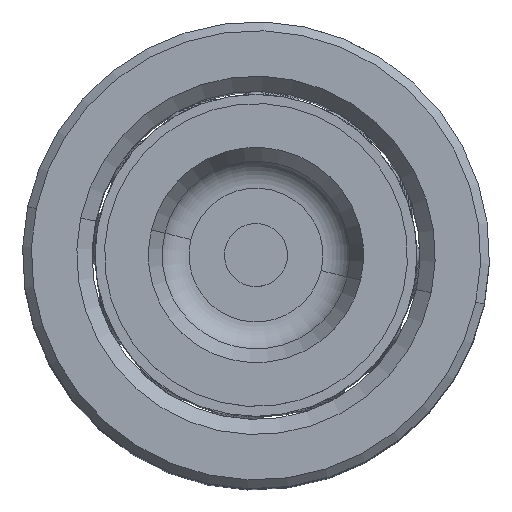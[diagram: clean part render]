
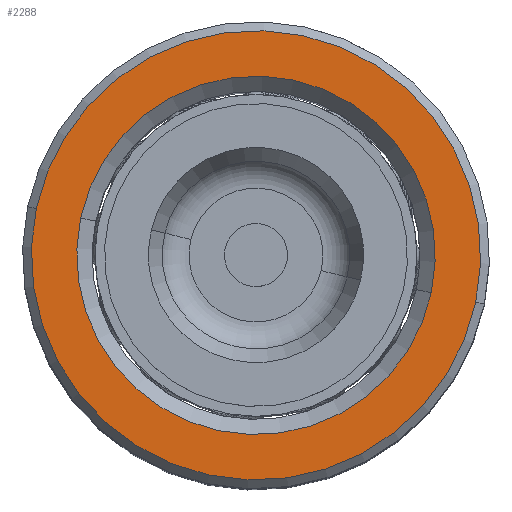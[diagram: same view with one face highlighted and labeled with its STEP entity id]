
A CAD part, top view. The second image highlights one B-rep face of the part: STEP entity #2288.
In plain terms, the highlighted planar face has unit normal (0, 0, 1).
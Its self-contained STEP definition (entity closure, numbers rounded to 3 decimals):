
#26 = CIRCLE ( 'NONE', #10229, 17.8 ) ;
#104 = AXIS2_PLACEMENT_3D ( 'NONE', #14447, #22448, #3350 ) ;
#1772 = CIRCLE ( 'NONE', #17287, 14.2 ) ;
#2231 = CARTESIAN_POINT ( 'NONE',  ( 17.8, 0., 60. ) ) ;
#2288 = ADVANCED_FACE ( 'NONE', ( #14982, #13462 ), #3102, .T. ) ;
#2331 = ORIENTED_EDGE ( 'NONE', *, *, #4772, .T. ) ;
#3102 = PLANE ( 'NONE',  #104 ) ;
#3350 = DIRECTION ( 'NONE',  ( 1., 0., 0. ) ) ;
#4500 = ORIENTED_EDGE ( 'NONE', *, *, #22203, .T. ) ;
#4534 = EDGE_LOOP ( 'NONE', ( #5730, #4500 ) ) ;
#4772 = EDGE_CURVE ( 'NONE', #7833, #21101, #1772, .T. ) ;
#5577 = CARTESIAN_POINT ( 'NONE',  ( 0., 0., 60. ) ) ;
#5606 = CARTESIAN_POINT ( 'NONE',  ( 0., 0., 60. ) ) ;
#5620 = AXIS2_PLACEMENT_3D ( 'NONE', #5577, #19004, #21089 ) ;
#5730 = ORIENTED_EDGE ( 'NONE', *, *, #19343, .T. ) ;
#7181 = EDGE_CURVE ( 'NONE', #21101, #7833, #24536, .T. ) ;
#7320 = CARTESIAN_POINT ( 'NONE',  ( 0., 0., 60. ) ) ;
#7833 = VERTEX_POINT ( 'NONE', #21012 ) ;
#7943 = CARTESIAN_POINT ( 'NONE',  ( -17.8, 0., 60. ) ) ;
#8169 = CARTESIAN_POINT ( 'NONE',  ( 0., 0., 60. ) ) ;
#9260 = DIRECTION ( 'NONE',  ( 0., 0., -1. ) ) ;
#9303 = DIRECTION ( 'NONE',  ( 1., 0., 0. ) ) ;
#9715 = AXIS2_PLACEMENT_3D ( 'NONE', #5606, #9260, #14985 ) ;
#10097 = DIRECTION ( 'NONE',  ( 1., 0., 0. ) ) ;
#10229 = AXIS2_PLACEMENT_3D ( 'NONE', #7320, #11167, #9303 ) ;
#11167 = DIRECTION ( 'NONE',  ( 0., 0., 1. ) ) ;
#11333 = CARTESIAN_POINT ( 'NONE',  ( 14.2, 0., 60. ) ) ;
#11495 = ORIENTED_EDGE ( 'NONE', *, *, #7181, .T. ) ;
#13462 = FACE_BOUND ( 'NONE', #24066, .T. ) ;
#13830 = VERTEX_POINT ( 'NONE', #7943 ) ;
#13850 = DIRECTION ( 'NONE',  ( 0., 0., -1. ) ) ;
#14447 = CARTESIAN_POINT ( 'NONE',  ( 0., 0., 60. ) ) ;
#14982 = FACE_OUTER_BOUND ( 'NONE', #4534, .T. ) ;
#14985 = DIRECTION ( 'NONE',  ( 1., 0., 0. ) ) ;
#17287 = AXIS2_PLACEMENT_3D ( 'NONE', #8169, #13850, #10097 ) ;
#19004 = DIRECTION ( 'NONE',  ( 0., 0., 1. ) ) ;
#19343 = EDGE_CURVE ( 'NONE', #13830, #19494, #26, .T. ) ;
#19494 = VERTEX_POINT ( 'NONE', #2231 ) ;
#21012 = CARTESIAN_POINT ( 'NONE',  ( -14.2, 0., 60. ) ) ;
#21089 = DIRECTION ( 'NONE',  ( 1., 0., 0. ) ) ;
#21101 = VERTEX_POINT ( 'NONE', #11333 ) ;
#21869 = CIRCLE ( 'NONE', #5620, 17.8 ) ;
#22203 = EDGE_CURVE ( 'NONE', #19494, #13830, #21869, .T. ) ;
#22448 = DIRECTION ( 'NONE',  ( 0., 0., 1. ) ) ;
#24066 = EDGE_LOOP ( 'NONE', ( #11495, #2331 ) ) ;
#24536 = CIRCLE ( 'NONE', #9715, 14.2 ) ;
